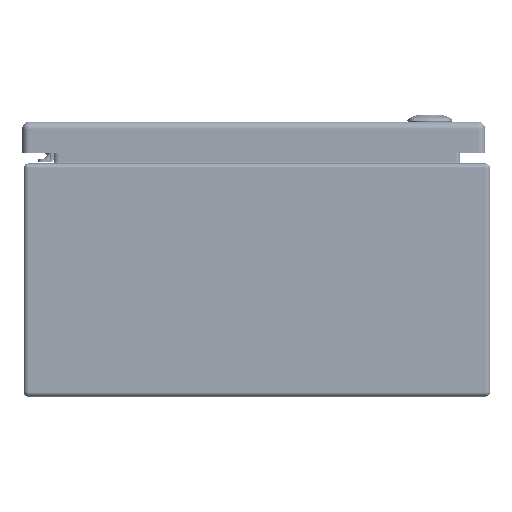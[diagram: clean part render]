
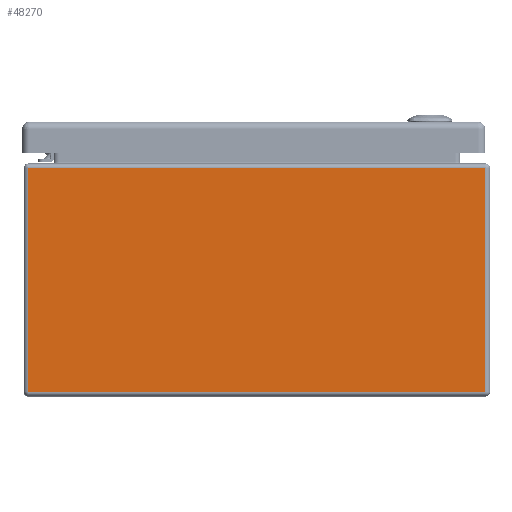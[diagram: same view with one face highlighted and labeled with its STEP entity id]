
A CAD part, front view. The second image highlights one B-rep face of the part: STEP entity #48270.
In plain terms, the highlighted planar face has unit normal (0, -1, 0).
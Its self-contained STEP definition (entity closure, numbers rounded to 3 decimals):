
#4070=LINE('',#68864,#7895);
#4071=LINE('',#68866,#7896);
#4072=LINE('',#68868,#7897);
#4073=LINE('',#68869,#7898);
#7895=VECTOR('',#56375,0.394);
#7896=VECTOR('',#56376,0.394);
#7897=VECTOR('',#56377,0.394);
#7898=VECTOR('',#56378,0.394);
#12338=FACE_OUTER_BOUND('',#15256,.T.);
#15256=EDGE_LOOP('',(#32277,#32278,#32279,#32280));
#20106=VERTEX_POINT('',#68859);
#20107=VERTEX_POINT('',#68863);
#20108=VERTEX_POINT('',#68865);
#20109=VERTEX_POINT('',#68867);
#24818=EDGE_CURVE('',#20106,#20107,#4070,.T.);
#24819=EDGE_CURVE('',#20108,#20106,#4071,.T.);
#24820=EDGE_CURVE('',#20109,#20108,#4072,.T.);
#24821=EDGE_CURVE('',#20107,#20109,#4073,.T.);
#32277=ORIENTED_EDGE('',*,*,#24818,.F.);
#32278=ORIENTED_EDGE('',*,*,#24819,.F.);
#32279=ORIENTED_EDGE('',*,*,#24820,.F.);
#32280=ORIENTED_EDGE('',*,*,#24821,.F.);
#46892=PLANE('',#52028);
#48270=ADVANCED_FACE('',(#12338),#46892,.F.);
#52028=AXIS2_PLACEMENT_3D('',#68862,#56373,#56374);
#56373=DIRECTION('center_axis',(0.,1.,0.));
#56374=DIRECTION('ref_axis',(1.,0.,0.));
#56375=DIRECTION('',(-1.,0.,0.));
#56376=DIRECTION('',(0.,0.,-1.));
#56377=DIRECTION('',(1.,0.,0.));
#56378=DIRECTION('',(0.,0.,1.));
#68859=CARTESIAN_POINT('',(5.879,-12.,0.121));
#68862=CARTESIAN_POINT('Origin',(0.,-12.,3.017));
#68863=CARTESIAN_POINT('',(-5.879,-12.,0.121));
#68864=CARTESIAN_POINT('',(0.,-12.,0.121));
#68865=CARTESIAN_POINT('',(5.879,-12.,5.879));
#68866=CARTESIAN_POINT('',(5.879,-12.,3.017));
#68867=CARTESIAN_POINT('',(-5.879,-12.,5.879));
#68868=CARTESIAN_POINT('',(-4.414,-12.,5.879));
#68869=CARTESIAN_POINT('',(-5.879,-12.,3.017));
